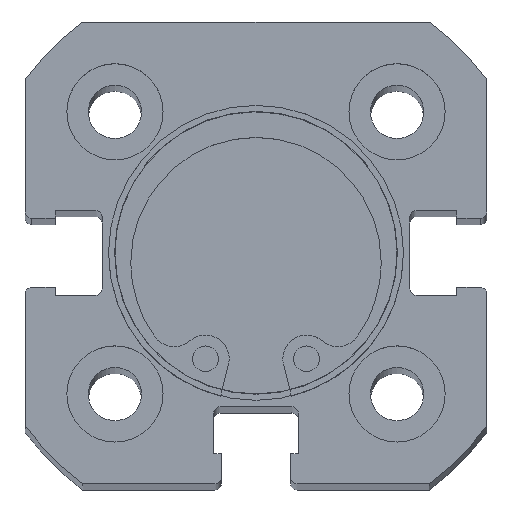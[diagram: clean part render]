
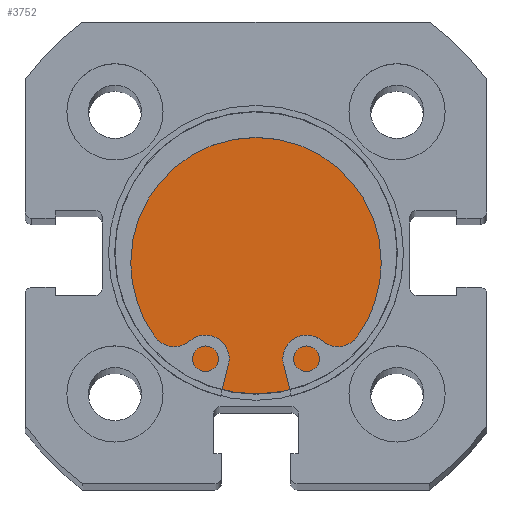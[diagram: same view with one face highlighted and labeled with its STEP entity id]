
A CAD part, top view. The second image highlights one B-rep face of the part: STEP entity #3752.
In plain terms, the highlighted face is planar.
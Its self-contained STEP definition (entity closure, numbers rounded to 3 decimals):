
#371 = EDGE_CURVE ( 'NONE', #3105, #3266, #1488, .T. ) ;
#373 = EDGE_CURVE ( 'NONE', #3266, #3105, #1491, .T. ) ;
#1204 = EDGE_LOOP ( 'NONE', ( #2463, #2473 ) ) ;
#1488 = CIRCLE ( 'NONE', #2185, 11. ) ;
#1491 = CIRCLE ( 'NONE', #2186, 11. ) ;
#1946 = FACE_OUTER_BOUND ( 'NONE', #1204, .T. ) ;
#2185 = AXIS2_PLACEMENT_3D ( 'NONE', #3884, #3891, #3892 ) ;
#2186 = AXIS2_PLACEMENT_3D ( 'NONE', #3896, #3897, #3898 ) ;
#2463 = ORIENTED_EDGE ( 'NONE', *, *, #371, .F. ) ;
#2473 = ORIENTED_EDGE ( 'NONE', *, *, #373, .F. ) ;
#3105 = VERTEX_POINT ( 'NONE', #4740 ) ;
#3266 = VERTEX_POINT ( 'NONE', #4766 ) ;
#3752 = ADVANCED_FACE ( 'NONE', ( #1946 ), #5060, .F. ) ;
#3884 = CARTESIAN_POINT ( 'NONE',  ( 6., 0., 0. ) ) ;
#3891 = DIRECTION ( 'NONE',  ( -1., 0., 0. ) ) ;
#3892 = DIRECTION ( 'NONE',  ( 0., 0., 1. ) ) ;
#3896 = CARTESIAN_POINT ( 'NONE',  ( 6., 0., 0. ) ) ;
#3897 = DIRECTION ( 'NONE',  ( -1., 0., 0. ) ) ;
#3898 = DIRECTION ( 'NONE',  ( 0., 0., 1. ) ) ;
#4740 = CARTESIAN_POINT ( 'NONE',  ( 6., 0., 11. ) ) ;
#4766 = CARTESIAN_POINT ( 'NONE',  ( 6., 0., -11. ) ) ;
#5059 = CARTESIAN_POINT ( 'NONE',  ( 6., 11., 0. ) ) ;
#5060 = PLANE ( 'NONE',  #5309 ) ;
#5062 = DIRECTION ( 'NONE',  ( -1., 0., 0. ) ) ;
#5063 = DIRECTION ( 'NONE',  ( 0., 0., 1. ) ) ;
#5309 = AXIS2_PLACEMENT_3D ( 'NONE', #5059, #5062, #5063 ) ;
